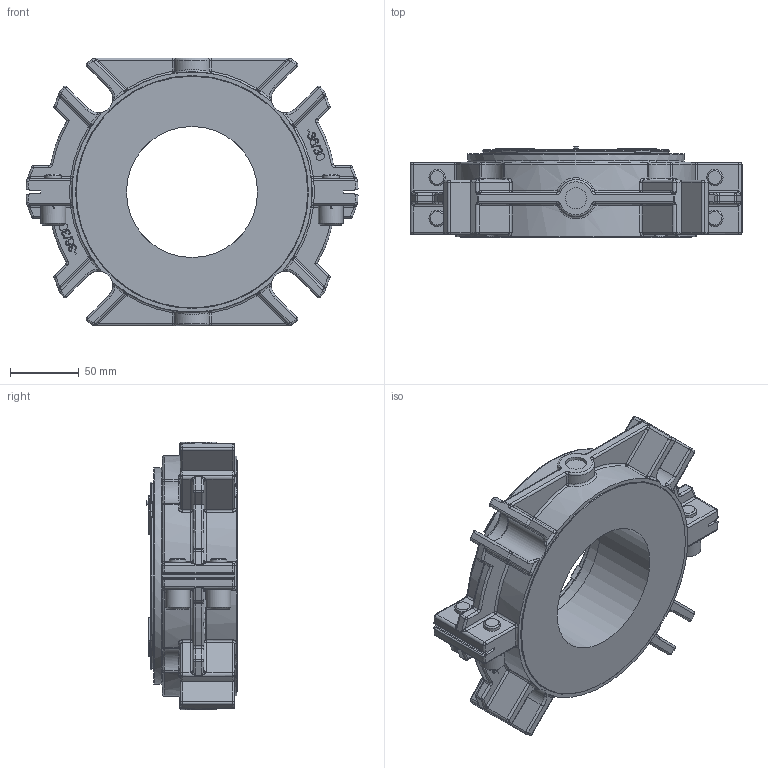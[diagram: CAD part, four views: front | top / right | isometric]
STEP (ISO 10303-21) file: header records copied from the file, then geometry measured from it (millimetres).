
FILE_DESCRIPTION(/* description */ ('Unknown'),/* implementation_level */ '2;1');
FILE_NAME(/* name */ '3.750 RDSX -36_30 SEAL ARRANGEMENT',/* time_stamp */ '2023-02-17T16:08:44-05:00',/* author */ ('Unknown'),/* organization */ ('Unknown'),/* preprocessor_version */ 'ST-DEVELOPER v16.7',/* originating_system */ 'Solid Edge',/* authorisation */ 'Unknown');
FILE_SCHEMA (('AUTOMOTIVE_DESIGN {1 0 10303 214 3 1 1}'));
Length unit declared in the file: millimetre
Products named in the file (1): 3130394
Bounding box: 241.25 x 66.01 x 194.46 mm (x, y, z)
Volume: 1239781.7 mm3; surface area: 144490.5 mm2
Topology: 1 solids, 5 shells, 1046 faces, 2607 edges, 1532 vertices
Faces by surface type: cylinder 305, plane 239, bspline 206, torus 196, sphere 80, cone 20
Full cylindrical faces by diameter (mm): 2.667 x1, 3.175 x2, 12 x8, 15.342 x2, 18 x4, 95.25 x1, 98.412 x1, 133.985 x1, 136.525 x1, 157.48 x1, 168.275 x1, 168.783 x1
Entity records: 33298 total; most frequent: CARTESIAN_POINT 9986, ORIENTED_EDGE 4908, DIRECTION 4862, EDGE_CURVE 2454, AXIS2_PLACEMENT_3D 2000, VERTEX_POINT 1484, EDGE_LOOP 1128, FACE_BOUND 1128
